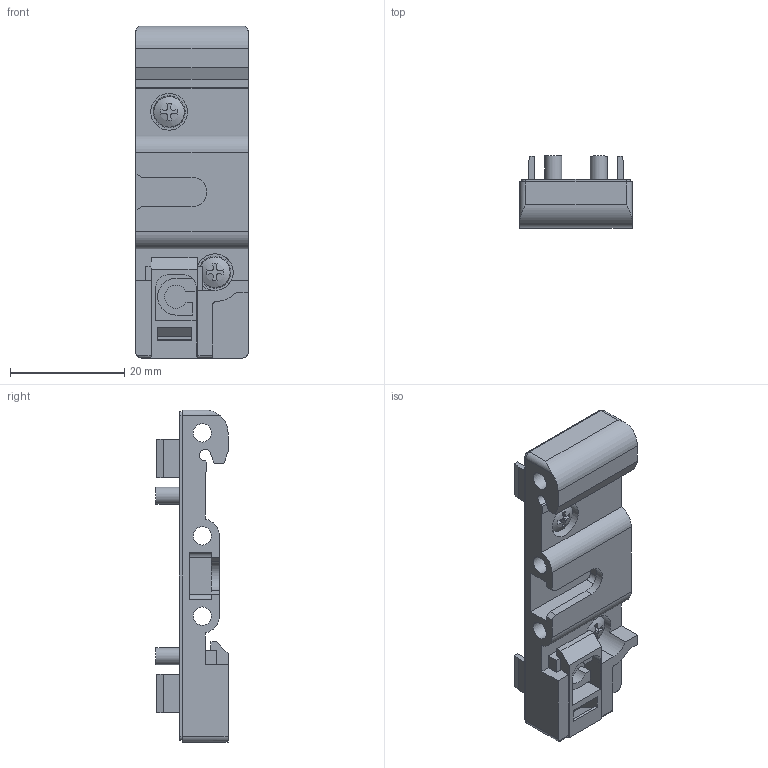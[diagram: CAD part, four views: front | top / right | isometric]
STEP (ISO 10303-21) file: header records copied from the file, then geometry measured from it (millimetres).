
FILE_DESCRIPTION(/* description */ ('STEP AP214'),/* implementation_level */ '2;1');
FILE_NAME(/* name */ '8058460_SAMH-FH-H',/* time_stamp */ '2024-09-14T23:14:00+02:00',/* author */ ('License CC BY-ND 4.0'),/* organization */ ('CADENAS'),/* preprocessor_version */ 'ST-DEVELOPER v19.3',/* originating_system */ 'PARTsolutions',/* authorisation */ ' ');
FILE_SCHEMA (('AUTOMOTIVE_DESIGN {1 0 10303 214 3 1 1}'));
Length unit declared in the file: millimetre
Products named in the file (4): 8058460 SAMH-FH-H; 2654516 SAMH-FH-H---(adapter); ISO 7045 M3x6-H; 385546 Schieber
Assembly tree (4 placements, depth 2):
  8058460 SAMH-FH-H
    2654516 SAMH-FH-H---(adapter)
    ISO 7045 M3x6-H  x2
    385546 Schieber
Bounding box: 19.6 x 12.6 x 58 mm (x, y, z)
Volume: 5784.9 mm3; surface area: 5955.1 mm2
Topology: 4 solids, 4 shells, 207 faces, 574 edges, 381 vertices
Faces by surface type: plane 160, cylinder 39, cone 4, sphere 2, torus 2
Full cylindrical faces by diameter (mm): 1.2 x1, 1.4 x1, 3 x2, 3.2 x5, 6.4 x2
Entity records: 6582 total; most frequent: CARTESIAN_POINT 1012, ORIENTED_EDGE 970, DIRECTION 949, EDGE_CURVE 485, LINE 383, VECTOR 383, VERTEX_POINT 331, AXIS2_PLACEMENT_3D 283
